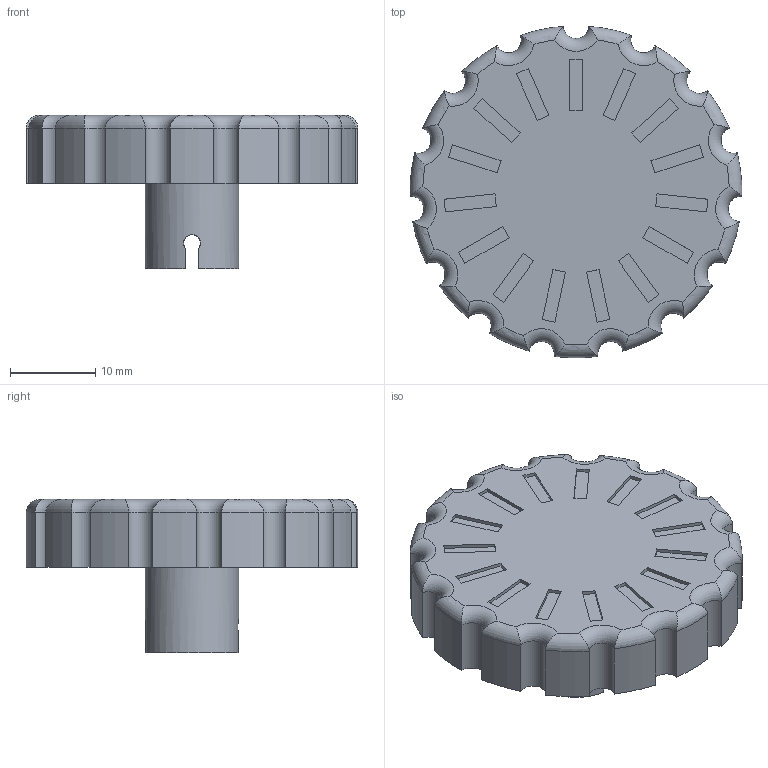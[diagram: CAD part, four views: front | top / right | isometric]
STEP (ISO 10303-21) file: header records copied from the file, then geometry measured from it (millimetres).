
FILE_DESCRIPTION(/* description */ ('STEP AP242','CAx-IF Rec.Pracs.---Representation and Presentation of Product Manufacturing Information (PMI)---4.0---2014-10-13','CAx-IF Rec.Pracs.---3D Tessellated Geometry---0.4---2014-09-14','2;1'),/* implementation_level */ '2;1');
FILE_NAME(/* name */ '61fb6ec6cdab6d70147fe54b',/* time_stamp */ '2022-02-03T05:57:28+00:00',/* author */ (''),/* organization */ (''),/* preprocessor_version */ 'ST-DEVELOPER v18.101',/* originating_system */ ' ',/* authorisation */ ' ');
FILE_SCHEMA (('AP242_MANAGED_MODEL_BASED_3D_ENGINEERING_MIM_LF { 1 0 10303 442 1 1 4 }'));
Length unit declared in the file: metre
Products named in the file (1): SteamerKnob
Bounding box: 38.98 x 38.92 x 18 mm (x, y, z)
Volume: 5507.9 mm3; surface area: 4927.7 mm2
Topology: 1 solids, 1 shells, 180 faces, 452 edges, 291 vertices
Faces by surface type: plane 85, cylinder 64, torus 30, cone 1
Full cylindrical faces by diameter (mm): 6.5 x1, 11 x1
Entity records: 5450 total; most frequent: CARTESIAN_POINT 1061, DIRECTION 932, ORIENTED_EDGE 894, EDGE_CURVE 447, AXIS2_PLACEMENT_3D 338, VERTEX_POINT 289, LINE 256, VECTOR 256
